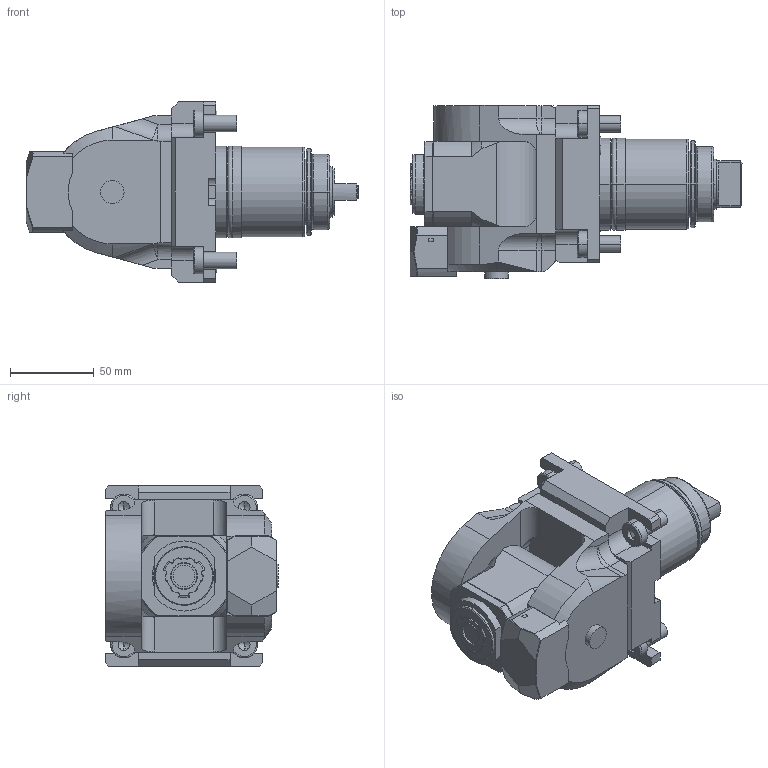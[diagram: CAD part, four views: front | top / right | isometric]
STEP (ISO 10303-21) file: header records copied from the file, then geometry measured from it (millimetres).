
FILE_DESCRIPTION((''),'2;1');
FILE_NAME('TKW0335220_CONF','2024-12-12T08:54:47',('smalpassi'),('M.T. srl'),'CREO PARAMETRIC BY PTC INC, 2023352','CREO PARAMETRIC BY PTC INC, 2023352','');
FILE_SCHEMA(('CONFIG_CONTROL_DESIGN'));
Length unit declared in the file: millimetre
Products named in the file (1): TKW0335220_CONF
Bounding box: 198.7 x 103.5 x 108 mm (x, y, z)
Volume: 853750.7 mm3; surface area: 93808.6 mm2
Topology: 1 solids, 1 shells, 475 faces, 1211 edges, 766 vertices
Faces by surface type: plane 211, cylinder 153, cone 66, torus 27, bspline 10, sphere 6, extrusion 2
Entity records: 15763 total; most frequent: CARTESIAN_POINT 4302, ORIENTED_EDGE 2406, DIRECTION 2360, EDGE_CURVE 1203, AXIS2_PLACEMENT_3D 861, VERTEX_POINT 766, VECTOR 638, LINE 636
